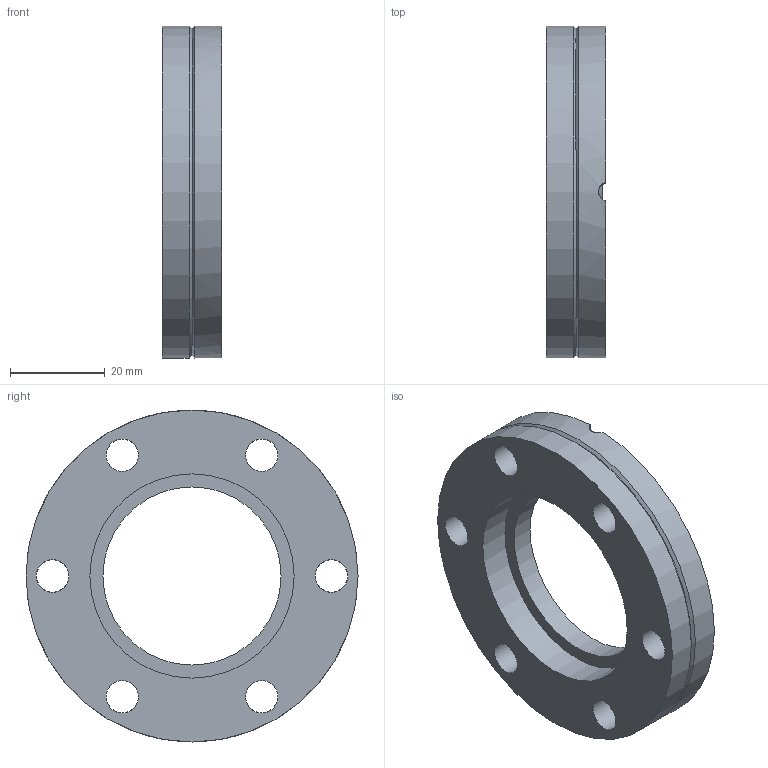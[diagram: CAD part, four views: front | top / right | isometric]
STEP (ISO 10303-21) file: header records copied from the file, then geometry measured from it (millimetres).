
FILE_DESCRIPTION (( 'STEP AP214' ), '1' );
FILE_NAME ('BS1CF4043FULLVAC.STEP', '2025-07-09T09:38:21', ( '' ), ( '' ), 'SwSTEP 2.0', 'SolidWorks 2017', '' );
FILE_SCHEMA (( 'AUTOMOTIVE_DESIGN' ));
Length unit declared in the file: millimetre
Products named in the file (1): BS1CF4043FULLVAC
Bounding box: 12.5 x 69.9 x 69.9 mm (x, y, z)
Volume: 28099.7 mm3; surface area: 11214.4 mm2
Topology: 1 solids, 1 shells, 37 faces, 84 edges, 50 vertices
Faces by surface type: cone 16, cylinder 14, plane 5, torus 2
Full cylindrical faces by diameter (mm): 6.8 x6, 37.51 x1, 43 x1, 69.9 x2
Entity records: 1000 total; most frequent: CARTESIAN_POINT 216, DIRECTION 164, ORIENTED_EDGE 108, AXIS2_PLACEMENT_3D 80, EDGE_LOOP 80, EDGE_CURVE 54, FACE_OUTER_BOUND 49, VERTEX_POINT 48
